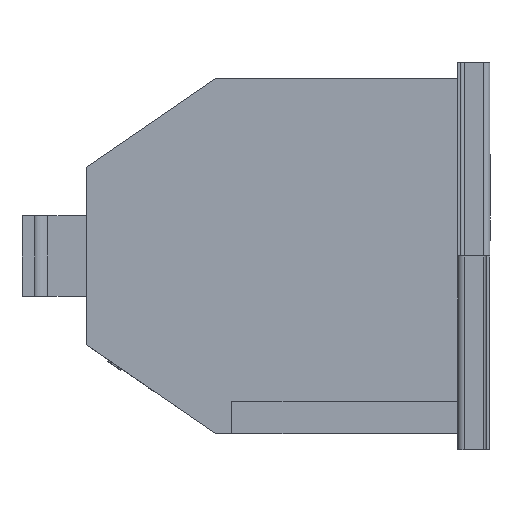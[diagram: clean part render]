
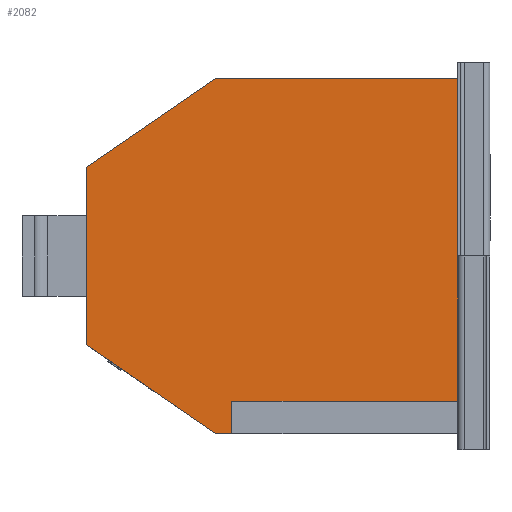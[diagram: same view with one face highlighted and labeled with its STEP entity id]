
A CAD part, left-side view. The second image highlights one B-rep face of the part: STEP entity #2082.
In plain terms, the highlighted planar face has unit normal (-1, 0, 0).
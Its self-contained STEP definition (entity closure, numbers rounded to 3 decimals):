
#38 = DIRECTION ( 'NONE',  ( 0., 0.824, 0.567 ) ) ;
#280 = ORIENTED_EDGE ( 'NONE', *, *, #11267, .F. ) ;
#320 = VERTEX_POINT ( 'NONE', #5984 ) ;
#568 = CARTESIAN_POINT ( 'NONE',  ( -36.314, 3.673, 241.286 ) ) ;
#896 = ORIENTED_EDGE ( 'NONE', *, *, #1190, .T. ) ;
#1068 = ORIENTED_EDGE ( 'NONE', *, *, #4878, .T. ) ;
#1190 = EDGE_CURVE ( 'NONE', #3125, #10590, #3427, .T. ) ;
#1329 = EDGE_CURVE ( 'NONE', #320, #10873, #3882, .T. ) ;
#2082 = ADVANCED_FACE ( 'NONE', ( #13264 ), #12206, .F. ) ;
#2205 = LINE ( 'NONE', #6843, #3466 ) ;
#2472 = LINE ( 'NONE', #8425, #11728 ) ;
#2868 = VECTOR ( 'NONE', #11611, 1000. ) ;
#2941 = LINE ( 'NONE', #7585, #8152 ) ;
#3125 = VERTEX_POINT ( 'NONE', #7192 ) ;
#3427 = LINE ( 'NONE', #3506, #10092 ) ;
#3466 = VECTOR ( 'NONE', #11556, 1000. ) ;
#3506 = CARTESIAN_POINT ( 'NONE',  ( -36.314, 118.673, 131.286 ) ) ;
#3542 = DIRECTION ( 'NONE',  ( 0., -1., 0. ) ) ;
#3621 = DIRECTION ( 'NONE',  ( 0., 0., -1. ) ) ;
#3882 = LINE ( 'NONE', #4059, #12529 ) ;
#4059 = CARTESIAN_POINT ( 'NONE',  ( -36.314, 118.673, 241.286 ) ) ;
#4151 = DIRECTION ( 'NONE',  ( 0., -1., 0. ) ) ;
#4221 = ORIENTED_EDGE ( 'NONE', *, *, #13697, .F. ) ;
#4233 = EDGE_CURVE ( 'NONE', #3125, #6054, #5801, .T. ) ;
#4404 = AXIS2_PLACEMENT_3D ( 'NONE', #10686, #8356, #3621 ) ;
#4834 = EDGE_LOOP ( 'NONE', ( #10291, #1068, #5637, #7643, #280, #4221, #8230, #896 ) ) ;
#4878 = EDGE_CURVE ( 'NONE', #7368, #9158, #5330, .T. ) ;
#5330 = LINE ( 'NONE', #10004, #12332 ) ;
#5621 = LINE ( 'NONE', #6884, #2868 ) ;
#5637 = ORIENTED_EDGE ( 'NONE', *, *, #11803, .T. ) ;
#5770 = CARTESIAN_POINT ( 'NONE',  ( -36.314, 73.673, 131.286 ) ) ;
#5801 = LINE ( 'NONE', #10471, #7852 ) ;
#5984 = CARTESIAN_POINT ( 'NONE',  ( -36.314, 78.673, 241.286 ) ) ;
#6054 = VERTEX_POINT ( 'NONE', #7367 ) ;
#6843 = CARTESIAN_POINT ( 'NONE',  ( -36.314, 3.673, 241.286 ) ) ;
#6884 = CARTESIAN_POINT ( 'NONE',  ( -36.314, 118.673, 241.286 ) ) ;
#7192 = CARTESIAN_POINT ( 'NONE',  ( -36.314, 78.673, 131.286 ) ) ;
#7367 = CARTESIAN_POINT ( 'NONE',  ( -36.314, 118.673, 158.786 ) ) ;
#7368 = VERTEX_POINT ( 'NONE', #14509 ) ;
#7455 = VERTEX_POINT ( 'NONE', #13939 ) ;
#7585 = CARTESIAN_POINT ( 'NONE',  ( -36.314, 73.673, 131.286 ) ) ;
#7643 = ORIENTED_EDGE ( 'NONE', *, *, #1329, .F. ) ;
#7852 = VECTOR ( 'NONE', #38, 1000. ) ;
#8152 = VECTOR ( 'NONE', #12308, 1000. ) ;
#8230 = ORIENTED_EDGE ( 'NONE', *, *, #4233, .F. ) ;
#8356 = DIRECTION ( 'NONE',  ( 1., 0., 0. ) ) ;
#8425 = CARTESIAN_POINT ( 'NONE',  ( -36.314, 118.673, 213.786 ) ) ;
#9158 = VERTEX_POINT ( 'NONE', #13277 ) ;
#10004 = CARTESIAN_POINT ( 'NONE',  ( -36.314, 73.673, 141.286 ) ) ;
#10092 = VECTOR ( 'NONE', #3542, 1000. ) ;
#10291 = ORIENTED_EDGE ( 'NONE', *, *, #12981, .F. ) ;
#10471 = CARTESIAN_POINT ( 'NONE',  ( -36.314, 118.673, 158.786 ) ) ;
#10590 = VERTEX_POINT ( 'NONE', #5770 ) ;
#10686 = CARTESIAN_POINT ( 'NONE',  ( -36.314, 118.673, 241.286 ) ) ;
#10873 = VERTEX_POINT ( 'NONE', #568 ) ;
#11267 = EDGE_CURVE ( 'NONE', #7455, #320, #2472, .T. ) ;
#11556 = DIRECTION ( 'NONE',  ( 0., 0., 1. ) ) ;
#11611 = DIRECTION ( 'NONE',  ( 0., 0., 1. ) ) ;
#11728 = VECTOR ( 'NONE', #13065, 1000. ) ;
#11803 = EDGE_CURVE ( 'NONE', #9158, #10873, #2205, .T. ) ;
#12206 = PLANE ( 'NONE',  #4404 ) ;
#12308 = DIRECTION ( 'NONE',  ( 0., 0., -1. ) ) ;
#12332 = VECTOR ( 'NONE', #14510, 1000. ) ;
#12529 = VECTOR ( 'NONE', #4151, 1000. ) ;
#12981 = EDGE_CURVE ( 'NONE', #7368, #10590, #2941, .T. ) ;
#13065 = DIRECTION ( 'NONE',  ( 0., -0.824, 0.567 ) ) ;
#13264 = FACE_OUTER_BOUND ( 'NONE', #4834, .T. ) ;
#13277 = CARTESIAN_POINT ( 'NONE',  ( -36.314, 3.673, 141.286 ) ) ;
#13697 = EDGE_CURVE ( 'NONE', #6054, #7455, #5621, .T. ) ;
#13939 = CARTESIAN_POINT ( 'NONE',  ( -36.314, 118.673, 213.786 ) ) ;
#14509 = CARTESIAN_POINT ( 'NONE',  ( -36.314, 73.673, 141.286 ) ) ;
#14510 = DIRECTION ( 'NONE',  ( 0., -1., 0. ) ) ;
